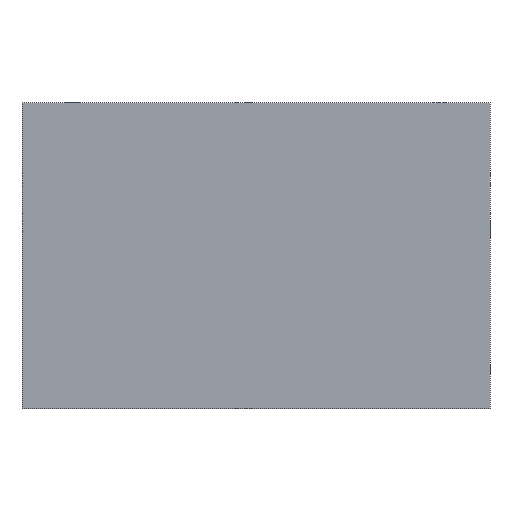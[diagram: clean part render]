
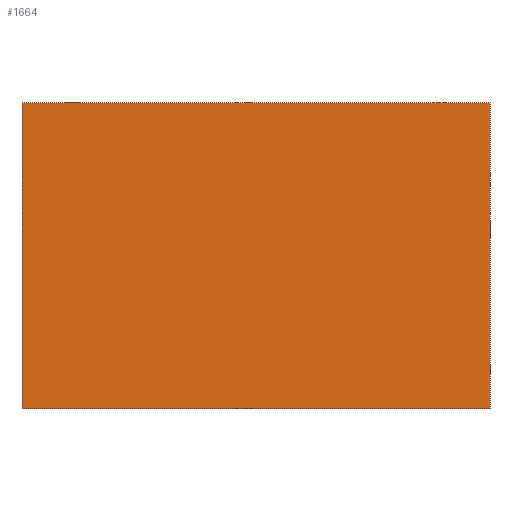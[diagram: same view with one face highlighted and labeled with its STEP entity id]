
A CAD part, front view. The second image highlights one B-rep face of the part: STEP entity #1664.
In plain terms, the highlighted planar face has unit normal (0, -1, 0).
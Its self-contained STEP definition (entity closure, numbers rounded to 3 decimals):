
#110=PLANE('',#1879);
#193=FACE_OUTER_BOUND('',#317,.T.);
#317=EDGE_LOOP('',(#1550,#1551,#1552,#1553));
#434=LINE('',#2870,#558);
#437=LINE('',#2875,#561);
#439=LINE('',#2879,#563);
#441=LINE('',#2882,#565);
#558=VECTOR('',#2380,10.);
#561=VECTOR('',#2385,10.);
#563=VECTOR('',#2389,10.);
#565=VECTOR('',#2393,10.);
#842=VERTEX_POINT('',#2868);
#843=VERTEX_POINT('',#2869);
#844=VERTEX_POINT('',#2874);
#845=VERTEX_POINT('',#2878);
#1074=EDGE_CURVE('',#842,#843,#434,.T.);
#1077=EDGE_CURVE('',#844,#842,#437,.T.);
#1079=EDGE_CURVE('',#845,#844,#439,.T.);
#1081=EDGE_CURVE('',#843,#845,#441,.T.);
#1550=ORIENTED_EDGE('',*,*,#1081,.F.);
#1551=ORIENTED_EDGE('',*,*,#1074,.F.);
#1552=ORIENTED_EDGE('',*,*,#1077,.F.);
#1553=ORIENTED_EDGE('',*,*,#1079,.F.);
#1664=ADVANCED_FACE('',(#193),#110,.F.);
#1879=AXIS2_PLACEMENT_3D('',#2883,#2394,#2395);
#2380=DIRECTION('',(-1.,0.,0.));
#2385=DIRECTION('',(0.,0.,-1.));
#2389=DIRECTION('',(1.,0.,0.));
#2393=DIRECTION('',(0.,0.,1.));
#2394=DIRECTION('center_axis',(0.,1.,0.));
#2395=DIRECTION('ref_axis',(0.,0.,1.));
#2868=CARTESIAN_POINT('',(65.,0.,-42.5));
#2869=CARTESIAN_POINT('',(-65.,0.,-42.5));
#2870=CARTESIAN_POINT('',(65.,0.,-42.5));
#2874=CARTESIAN_POINT('',(65.,0.,42.5));
#2875=CARTESIAN_POINT('',(65.,0.,42.5));
#2878=CARTESIAN_POINT('',(-65.,0.,42.5));
#2879=CARTESIAN_POINT('',(-65.,0.,42.5));
#2882=CARTESIAN_POINT('',(-65.,0.,-42.5));
#2883=CARTESIAN_POINT('Origin',(0.,0.,0.));
